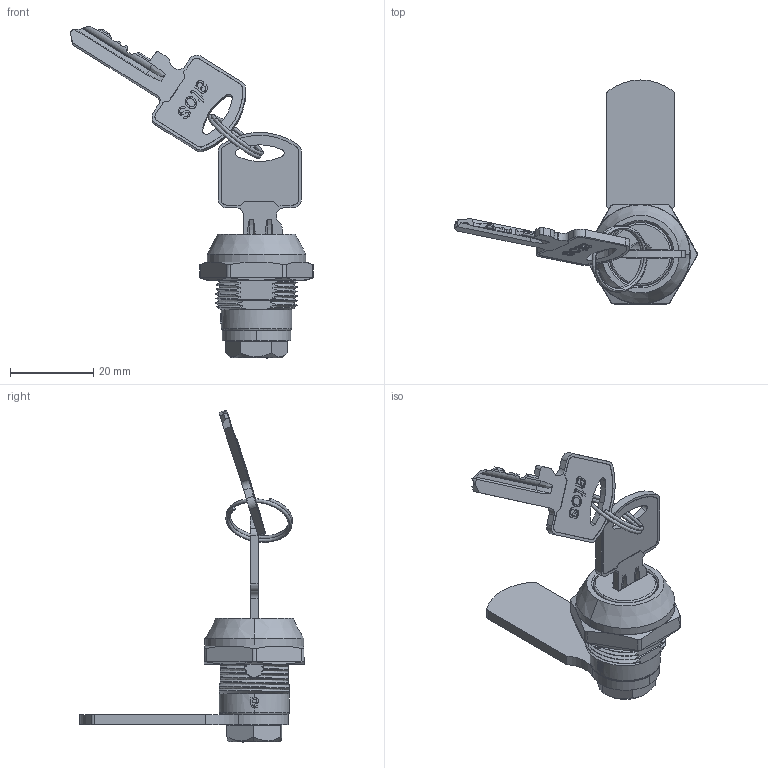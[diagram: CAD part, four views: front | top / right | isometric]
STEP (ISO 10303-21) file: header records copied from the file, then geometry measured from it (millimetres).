
FILE_DESCRIPTION (( 'STEP AP203' ), '1' );
FILE_NAME ('KM11.1.2.01.20.2.STEP', '2020-01-21T13:14:38', ( '' ), ( '' ), 'SwSTEP 2.0', 'SolidWorks 2015', '' );
FILE_SCHEMA (( 'CONFIG_CONTROL_DESIGN' ));
Products named in the file (1): KM11.1.2.01.20.2
Bounding box: 58.48 x 54 x 79.98 mm (x, y, z)
Surface area: 7906.7 mm2 (no closed solid volume)
Topology: 0 solids, 11 shells, 442 faces, 1460 edges, 996 vertices
Faces by surface type: plane 165, cylinder 124, bspline 105, cone 42, torus 6
Entity records: 55649 total; most frequent: CARTESIAN_POINT 44420, ORIENTED_EDGE 2532, DIRECTION 1766, EDGE_CURVE 1460, VERTEX_POINT 996, VECTOR 630, LINE 630, AXIS2_PLACEMENT_3D 568
